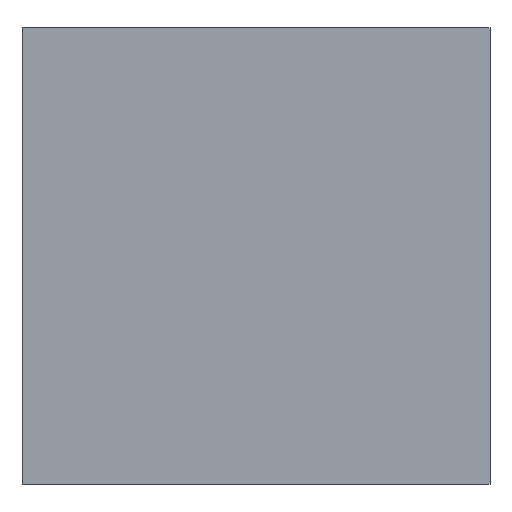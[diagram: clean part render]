
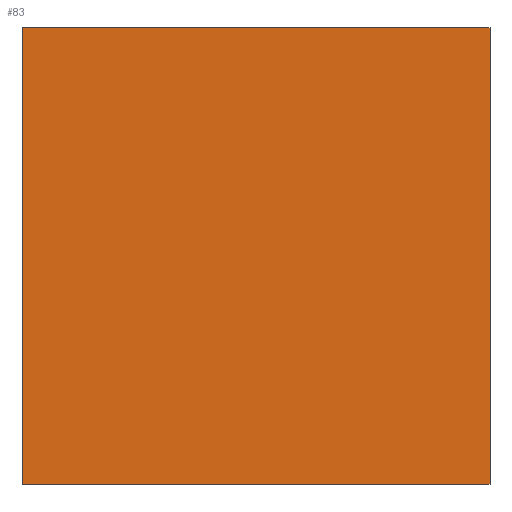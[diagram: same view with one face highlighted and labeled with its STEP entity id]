
A CAD part, left-side view. The second image highlights one B-rep face of the part: STEP entity #83.
In plain terms, the highlighted planar face has unit normal (-1, 0, 0).
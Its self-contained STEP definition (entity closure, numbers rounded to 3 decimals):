
#83 = ADVANCED_FACE( '', ( #104 ), #105, .T. );
#104 = FACE_OUTER_BOUND( '', #125, .T. );
#105 = PLANE( '', #126 );
#125 = EDGE_LOOP( '', ( #187, #188, #189, #190 ) );
#126 = AXIS2_PLACEMENT_3D( '', #191, #192, #193 );
#187 = ORIENTED_EDGE( '', *, *, #213, .F. );
#188 = ORIENTED_EDGE( '', *, *, #203, .F. );
#189 = ORIENTED_EDGE( '', *, *, #207, .T. );
#190 = ORIENTED_EDGE( '', *, *, #196, .T. );
#191 = CARTESIAN_POINT( '', ( -40., 10., -7.8 ) );
#192 = DIRECTION( '', ( -1., 0., 0. ) );
#193 = DIRECTION( '', ( 0., 1., 0. ) );
#196 = EDGE_CURVE( '', #219, #216, #220, .T. );
#203 = EDGE_CURVE( '', #231, #227, #233, .T. );
#207 = EDGE_CURVE( '', #231, #219, #239, .T. );
#213 = EDGE_CURVE( '', #227, #216, #247, .T. );
#216 = VERTEX_POINT( '', #250 );
#219 = VERTEX_POINT( '', #254 );
#220 = LINE( '', #255, #256 );
#227 = VERTEX_POINT( '', #265 );
#231 = VERTEX_POINT( '', #271 );
#233 = LINE( '', #274, #275 );
#239 = LINE( '', #284, #285 );
#247 = LINE( '', #298, #299 );
#250 = CARTESIAN_POINT( '', ( -40., 2., 0. ) );
#254 = CARTESIAN_POINT( '', ( -40., 2., -7.8 ) );
#255 = CARTESIAN_POINT( '', ( -40., 2., -7.8 ) );
#256 = VECTOR( '', #304, 1000. );
#265 = CARTESIAN_POINT( '', ( -40., 10., 0. ) );
#271 = CARTESIAN_POINT( '', ( -40., 10., -7.8 ) );
#274 = CARTESIAN_POINT( '', ( -40., 10., -7.8 ) );
#275 = VECTOR( '', #313, 1000. );
#284 = CARTESIAN_POINT( '', ( -40., 10., -7.8 ) );
#285 = VECTOR( '', #317, 1000. );
#298 = CARTESIAN_POINT( '', ( -40., 10., 0. ) );
#299 = VECTOR( '', #323, 1000. );
#304 = DIRECTION( '', ( 0., 0., 1. ) );
#313 = DIRECTION( '', ( 0., 0., 1. ) );
#317 = DIRECTION( '', ( 0., -1., 0. ) );
#323 = DIRECTION( '', ( 0., -1., 0. ) );
